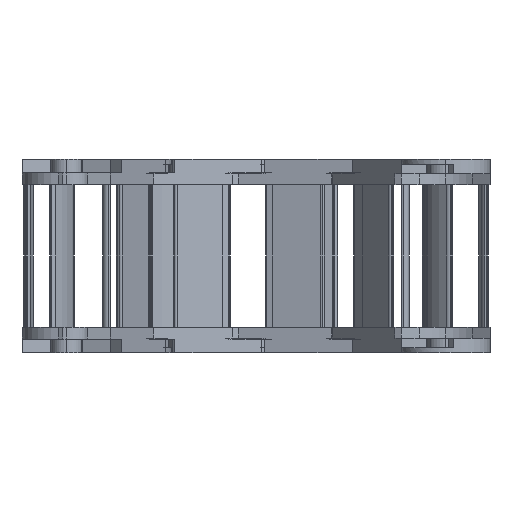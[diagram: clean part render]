
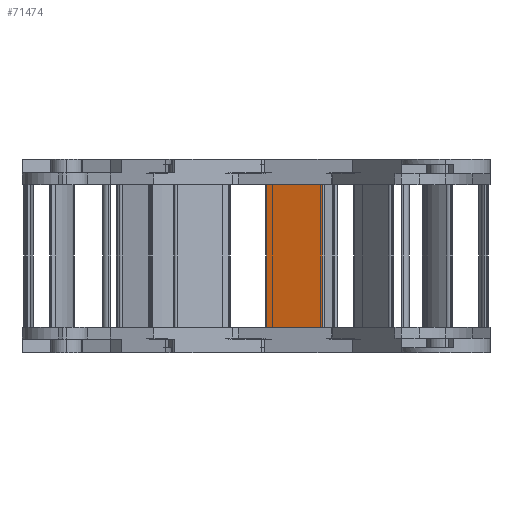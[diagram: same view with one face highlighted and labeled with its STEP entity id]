
A CAD part, left-side view. The second image highlights one B-rep face of the part: STEP entity #71474.
In plain terms, the highlighted planar face has unit normal (-0.97, 0.244, 0).
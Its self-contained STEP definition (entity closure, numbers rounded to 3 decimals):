
#2083 = PLANE ( 'NONE',  #61890 ) ;
#2686 = ORIENTED_EDGE ( 'NONE', *, *, #12419, .F. ) ;
#6765 = CARTESIAN_POINT ( 'NONE',  ( 37.239, 46.212, 18.5 ) ) ;
#7050 = ORIENTED_EDGE ( 'NONE', *, *, #72293, .F. ) ;
#9438 = ORIENTED_EDGE ( 'NONE', *, *, #49053, .F. ) ;
#12419 = EDGE_CURVE ( 'NONE', #12496, #21904, #16801, .T. ) ;
#12496 = VERTEX_POINT ( 'NONE', #37777 ) ;
#13075 = LINE ( 'NONE', #44239, #49597 ) ;
#14822 = EDGE_LOOP ( 'NONE', ( #2686, #7050, #34188, #9438 ) ) ;
#16801 = LINE ( 'NONE', #65468, #36213 ) ;
#19212 = DIRECTION ( 'NONE',  ( 0.97, -0.244, 0. ) ) ;
#21591 = VECTOR ( 'NONE', #39988, 1000. ) ;
#21904 = VERTEX_POINT ( 'NONE', #32330 ) ;
#27161 = LINE ( 'NONE', #56743, #21591 ) ;
#28823 = CARTESIAN_POINT ( 'NONE',  ( 37.239, 46.212, 18.5 ) ) ;
#29665 = VERTEX_POINT ( 'NONE', #63548 ) ;
#32330 = CARTESIAN_POINT ( 'NONE',  ( 33.653, 31.957, -18.5 ) ) ;
#34188 = ORIENTED_EDGE ( 'NONE', *, *, #73564, .F. ) ;
#36213 = VECTOR ( 'NONE', #53766, 1000. ) ;
#37777 = CARTESIAN_POINT ( 'NONE',  ( 33.653, 31.957, 18.5 ) ) ;
#39988 = DIRECTION ( 'NONE',  ( 0., 0., 1. ) ) ;
#42975 = DIRECTION ( 'NONE',  ( 0., 0., -1. ) ) ;
#44239 = CARTESIAN_POINT ( 'NONE',  ( 37.239, 46.212, 18.5 ) ) ;
#49053 = EDGE_CURVE ( 'NONE', #21904, #29665, #71646, .T. ) ;
#49597 = VECTOR ( 'NONE', #55532, 1000. ) ;
#52575 = VECTOR ( 'NONE', #58831, 1000. ) ;
#53766 = DIRECTION ( 'NONE',  ( 0., 0., -1. ) ) ;
#55532 = DIRECTION ( 'NONE',  ( -0.244, -0.97, 0. ) ) ;
#56743 = CARTESIAN_POINT ( 'NONE',  ( 37.239, 46.212, 18.5 ) ) ;
#58831 = DIRECTION ( 'NONE',  ( 0.244, 0.97, 0. ) ) ;
#61276 = FACE_OUTER_BOUND ( 'NONE', #14822, .T. ) ;
#61890 = AXIS2_PLACEMENT_3D ( 'NONE', #6765, #19212, #42975 ) ;
#63548 = CARTESIAN_POINT ( 'NONE',  ( 37.239, 46.212, -18.5 ) ) ;
#64303 = CARTESIAN_POINT ( 'NONE',  ( 31.421, 23.083, -18.5 ) ) ;
#65468 = CARTESIAN_POINT ( 'NONE',  ( 33.653, 31.957, 18.5 ) ) ;
#70485 = VERTEX_POINT ( 'NONE', #28823 ) ;
#71474 = ADVANCED_FACE ( 'NONE', ( #61276 ), #2083, .F. ) ;
#71646 = LINE ( 'NONE', #64303, #52575 ) ;
#72293 = EDGE_CURVE ( 'NONE', #70485, #12496, #13075, .T. ) ;
#73564 = EDGE_CURVE ( 'NONE', #29665, #70485, #27161, .T. ) ;
